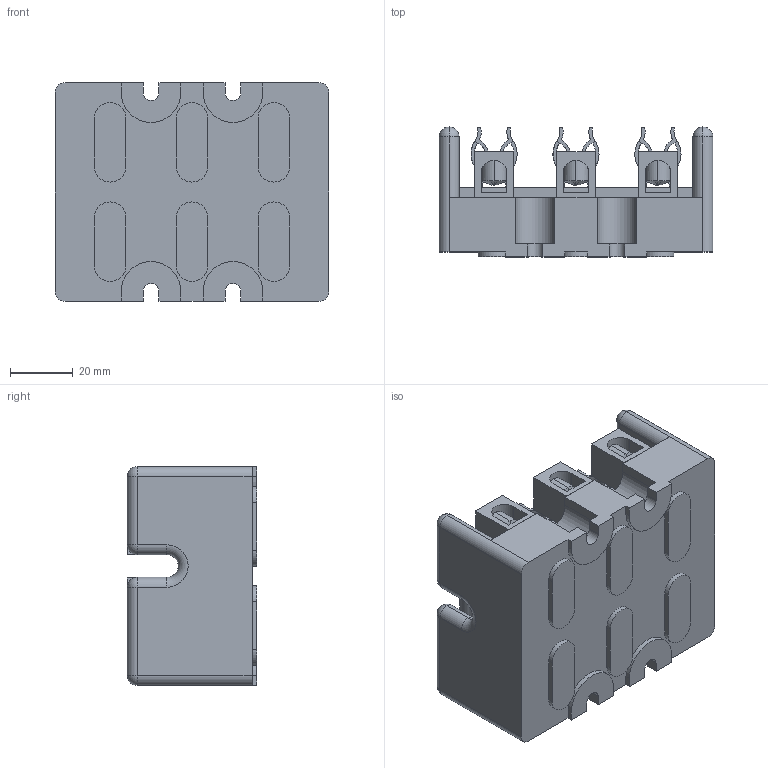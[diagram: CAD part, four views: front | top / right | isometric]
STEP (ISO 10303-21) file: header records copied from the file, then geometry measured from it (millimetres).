
FILE_DESCRIPTION (( 'STEP AP214' ), '1' );
FILE_NAME ('T30060-3CR.STEP', '2020-03-02T12:24:23', ( '' ), ( '' ), 'SwSTEP 2.0', 'SolidWorks 2019', '' );
FILE_SCHEMA (( 'AUTOMOTIVE_DESIGN' ));
Length unit declared in the file: inch
Products named in the file (1): T30060-3CR
Bounding box: 87.4 x 41.4 x 69.85 mm (x, y, z)
Volume: 135495.6 mm3; surface area: 46060 mm2
Topology: 13 solids, 13 shells, 520 faces, 1462 edges, 922 vertices
Faces by surface type: plane 248, cylinder 236, sphere 16, cone 12, torus 6, bspline 2
Entity records: 17426 total; most frequent: CARTESIAN_POINT 3421, DIRECTION 3046, ORIENTED_EDGE 2868, EDGE_CURVE 1434, AXIS2_PLACEMENT_3D 1107, VERTEX_POINT 922, LINE 832, VECTOR 832
